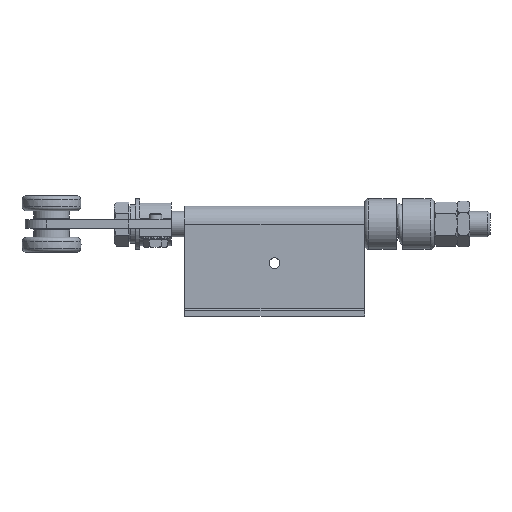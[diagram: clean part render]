
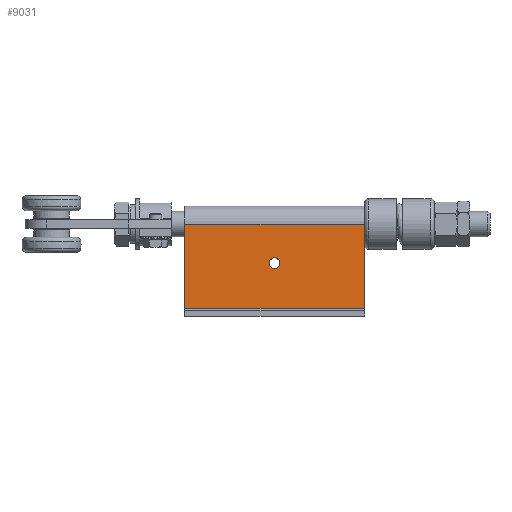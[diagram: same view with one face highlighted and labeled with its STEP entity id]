
A CAD part, left-side view. The second image highlights one B-rep face of the part: STEP entity #9031.
In plain terms, the highlighted planar face has unit normal (-1, 0, 0).
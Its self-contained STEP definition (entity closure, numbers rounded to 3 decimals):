
#891=LINE('',#16360,#1424);
#892=LINE('',#16364,#1425);
#893=LINE('',#16366,#1426);
#894=LINE('',#16367,#1427);
#1424=VECTOR('',#12799,10.);
#1425=VECTOR('',#12804,10.);
#1426=VECTOR('',#12805,10.);
#1427=VECTOR('',#12806,10.);
#1652=FACE_BOUND('',#2750,.T.);
#2138=FACE_OUTER_BOUND('',#2749,.T.);
#2749=EDGE_LOOP('',(#7494,#7495,#7496,#7497));
#2750=EDGE_LOOP('',(#7498));
#3351=CIRCLE('',#10192,2.5);
#4137=VERTEX_POINT('',#16332);
#4146=VERTEX_POINT('',#16357);
#4147=VERTEX_POINT('',#16359);
#4148=VERTEX_POINT('',#16363);
#4149=VERTEX_POINT('',#16365);
#5264=EDGE_CURVE('',#4137,#4137,#3351,.T.);
#5276=EDGE_CURVE('',#4147,#4146,#891,.T.);
#5278=EDGE_CURVE('',#4146,#4148,#892,.T.);
#5279=EDGE_CURVE('',#4149,#4148,#893,.T.);
#5280=EDGE_CURVE('',#4149,#4147,#894,.T.);
#7494=ORIENTED_EDGE('',*,*,#5278,.T.);
#7495=ORIENTED_EDGE('',*,*,#5279,.F.);
#7496=ORIENTED_EDGE('',*,*,#5280,.T.);
#7497=ORIENTED_EDGE('',*,*,#5276,.T.);
#7498=ORIENTED_EDGE('',*,*,#5264,.T.);
#7941=PLANE('',#10201);
#9031=ADVANCED_FACE('',(#2138,#1652),#7941,.T.);
#10192=AXIS2_PLACEMENT_3D('',#16334,#12775,#12776);
#10201=AXIS2_PLACEMENT_3D('',#16362,#12802,#12803);
#12775=DIRECTION('center_axis',(1.,0.,0.));
#12776=DIRECTION('ref_axis',(0.,0.,
-1.));
#12799=DIRECTION('',(0.,1.,0.));
#12802=DIRECTION('center_axis',(-1.,0.,0.));
#12803=DIRECTION('ref_axis',(0.,1.,0.));
#12804=DIRECTION('',(0.,0.,-1.));
#12805=DIRECTION('',(0.,1.,0.));
#12806=DIRECTION('',(0.,0.,1.));
#16332=CARTESIAN_POINT('',(186.385,401.392,99.096));
#16334=CARTESIAN_POINT('Origin',(186.385,401.392,96.596));
#16357=CARTESIAN_POINT('',(186.385,443.892,115.096));
#16359=CARTESIAN_POINT('',(186.385,358.892,115.096));
#16360=CARTESIAN_POINT('',(186.385,358.892,115.096));
#16362=CARTESIAN_POINT('Origin',(186.385,358.892,115.096));
#16363=CARTESIAN_POINT('',(186.385,443.892,75.096));
#16364=CARTESIAN_POINT('',(186.385,443.892,75.096));
#16365=CARTESIAN_POINT('',(186.385,358.892,75.096));
#16366=CARTESIAN_POINT('',(186.385,358.892,75.096));
#16367=CARTESIAN_POINT('',(186.385,358.892,75.096));
